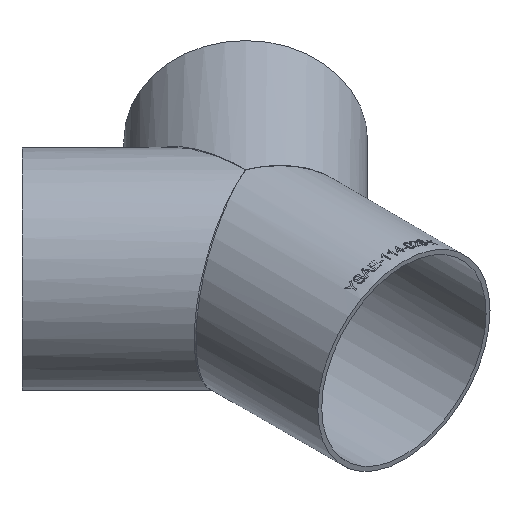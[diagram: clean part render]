
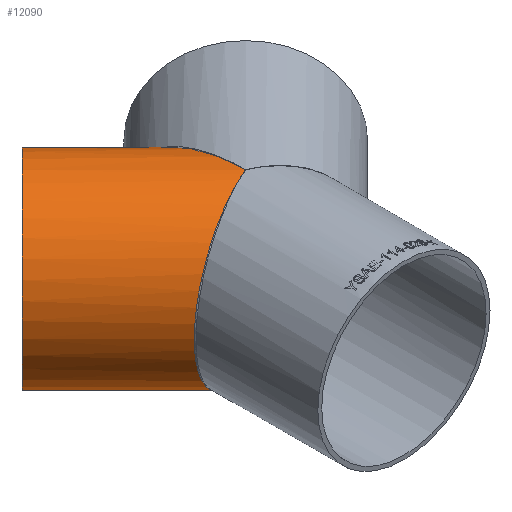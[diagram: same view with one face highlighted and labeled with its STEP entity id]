
A CAD part, isometric view. The second image highlights one B-rep face of the part: STEP entity #12090.
In plain terms, the highlighted cylindrical face has radius 57.15 mm (diameter 114.3 mm), a full revolution.
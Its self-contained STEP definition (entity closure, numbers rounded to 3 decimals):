
#1503 =( BOUNDED_CURVE ( )  B_SPLINE_CURVE ( 3, ( #13585, #5476, #19850, #8699 ),
 .UNSPECIFIED., .F., .F. ) 
 B_SPLINE_CURVE_WITH_KNOTS ( ( 4, 4 ),
 ( 1.571, 4.712 ),
 .UNSPECIFIED. ) 
 CURVE ( )  GEOMETRIC_REPRESENTATION_ITEM ( )  RATIONAL_B_SPLINE_CURVE ( ( 1., 0.333, 0.333, 1. ) ) 
 REPRESENTATION_ITEM ( '' )  );
#2313 = DIRECTION ( 'NONE',  ( -0.707, 0.707, 0. ) ) ;
#2709 = ORIENTED_EDGE ( 'NONE', *, *, #4063, .T. ) ;
#3049 = CARTESIAN_POINT ( 'NONE',  ( 0., 0., -57.15 ) ) ;
#3882 = CARTESIAN_POINT ( 'NONE',  ( -74.246, 74.246, 0. ) ) ;
#4063 = EDGE_CURVE ( 'NONE', #8518, #15890, #1503, .T. ) ;
#4320 =( BOUNDED_CURVE ( )  B_SPLINE_CURVE ( 3, ( #19338, #8278, #16310, #14754 ),
 .UNSPECIFIED., .F., .F. ) 
 B_SPLINE_CURVE_WITH_KNOTS ( ( 4, 4 ),
 ( 4.712, 7.854 ),
 .UNSPECIFIED. ) 
 CURVE ( )  GEOMETRIC_REPRESENTATION_ITEM ( )  RATIONAL_B_SPLINE_CURVE ( ( 1., 0.333, 0.333, 1. ) ) 
 REPRESENTATION_ITEM ( '' )  );
#4710 = EDGE_LOOP ( 'NONE', ( #2709, #9066 ) ) ;
#5476 = CARTESIAN_POINT ( 'NONE',  ( -1.556, 163.2, 57.15 ) ) ;
#7551 = DIRECTION ( 'NONE',  ( -0.707, 0.707, 0. ) ) ;
#7625 = ORIENTED_EDGE ( 'NONE', *, *, #12355, .F. ) ;
#8278 = CARTESIAN_POINT ( 'NONE',  ( -114.944, -46.7, -57.15 ) ) ;
#8518 = VERTEX_POINT ( 'NONE', #15681 ) ;
#8682 = DIRECTION ( 'NONE',  ( -0.707, -0.707, 0. ) ) ;
#8699 = CARTESIAN_POINT ( 'NONE',  ( 0., 0., -57.15 ) ) ;
#8985 = EDGE_CURVE ( 'NONE', #15890, #8518, #4320, .T. ) ;
#9066 = ORIENTED_EDGE ( 'NONE', *, *, #8985, .T. ) ;
#9437 = FACE_OUTER_BOUND ( 'NONE', #14703, .T. ) ;
#9633 = AXIS2_PLACEMENT_3D ( 'NONE', #3882, #2313, #8682 ) ;
#10052 = VERTEX_POINT ( 'NONE', #16405 ) ;
#10597 = AXIS2_PLACEMENT_3D ( 'NONE', #10780, #7551, #18799 ) ;
#10678 = CYLINDRICAL_SURFACE ( 'NONE', #10597, 57.15 ) ;
#10780 = CARTESIAN_POINT ( 'NONE',  ( 44.523, -44.523, 0. ) ) ;
#12090 = ADVANCED_FACE ( 'NONE', ( #12448, #9437 ), #10678, .T. ) ;
#12355 = EDGE_CURVE ( 'NONE', #10052, #10052, #18608, .T. ) ;
#12448 = FACE_OUTER_BOUND ( 'NONE', #4710, .T. ) ;
#13585 = CARTESIAN_POINT ( 'NONE',  ( 0., 0., 57.15 ) ) ;
#14703 = EDGE_LOOP ( 'NONE', ( #7625 ) ) ;
#14754 = CARTESIAN_POINT ( 'NONE',  ( 0., 0., 57.15 ) ) ;
#15681 = CARTESIAN_POINT ( 'NONE',  ( 0., 0., 57.15 ) ) ;
#15890 = VERTEX_POINT ( 'NONE', #3049 ) ;
#16310 = CARTESIAN_POINT ( 'NONE',  ( -114.944, -46.7, 57.15 ) ) ;
#16405 = CARTESIAN_POINT ( 'NONE',  ( -114.657, 33.835, 0. ) ) ;
#18608 = CIRCLE ( 'NONE', #9633, 57.15 ) ;
#18799 = DIRECTION ( 'NONE',  ( -0.707, -0.707, 0. ) ) ;
#19338 = CARTESIAN_POINT ( 'NONE',  ( 0., 0., -57.15 ) ) ;
#19850 = CARTESIAN_POINT ( 'NONE',  ( -1.556, 163.2, -57.15 ) ) ;
